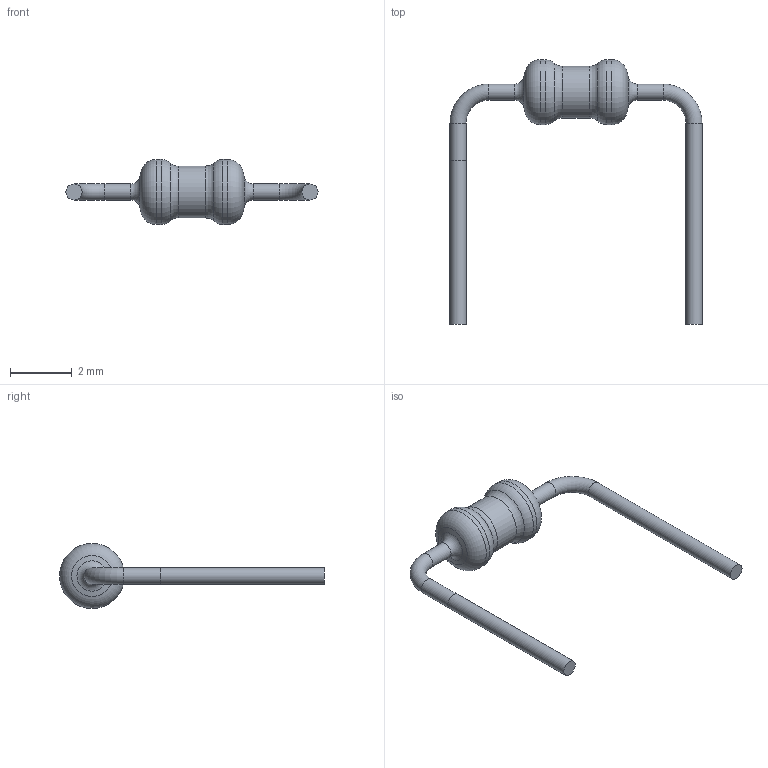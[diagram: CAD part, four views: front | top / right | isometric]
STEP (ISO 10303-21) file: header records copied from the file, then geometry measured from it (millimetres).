
FILE_DESCRIPTION (( 'STEP AP214' ), '1' );
FILE_NAME ('Eighth_watt_resistor_300spacing.STEP', '2021-01-01T10:50:49', ( 'User Windows' ), ( '' ), 'SwSTEP 2.0', 'SolidWorks 2017', '' );
FILE_SCHEMA (( 'AUTOMOTIVE_DESIGN' ));
Length unit declared in the file: millimetre
Products named in the file (1): Eighth_watt_resistor_300spacing
Bounding box: 8.14 x 8.55 x 2.1 mm (x, y, z)
Volume: 13.1 mm3; surface area: 54.7 mm2
Topology: 2 solids, 2 shells, 24 faces, 47 edges, 27 vertices
Faces by surface type: torus 10, cylinder 8, plane 4, cone 2
Full cylindrical faces by diameter (mm): 0.52 x5, 1.678 x1, 2.1 x2
Entity records: 771 total; most frequent: DIRECTION 94, CARTESIAN_POINT 69, AXIS2_PLACEMENT_3D 47, EDGE_LOOP 44, ORIENTED_EDGE 44, FACE_OUTER_BOUND 42, UNCERTAINTY_MEASURE_WITH_UNIT 28, SURFACE_SIDE_STYLE 27
